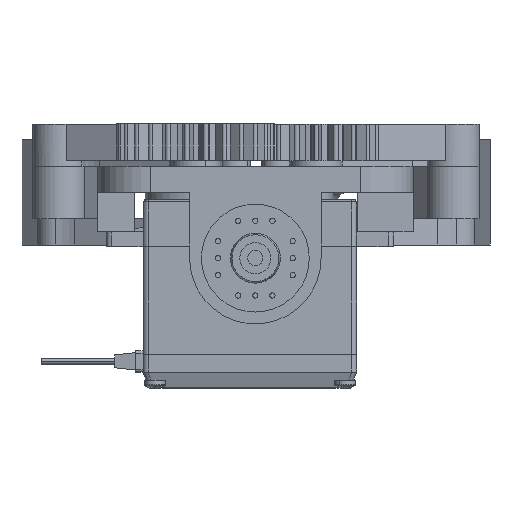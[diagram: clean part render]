
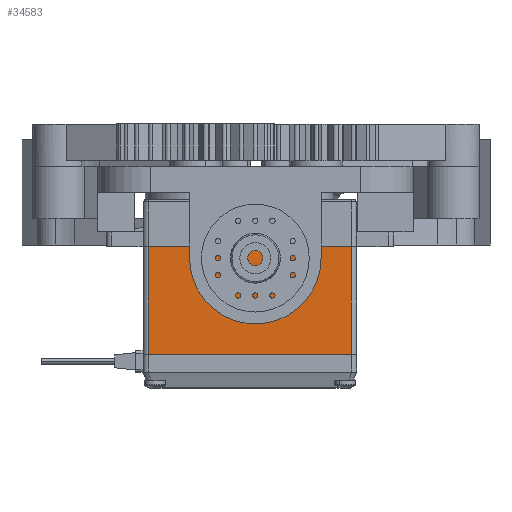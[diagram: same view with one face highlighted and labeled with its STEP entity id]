
A CAD part, left-side view. The second image highlights one B-rep face of the part: STEP entity #34583.
In plain terms, the highlighted planar face has unit normal (-1, 0, 0).
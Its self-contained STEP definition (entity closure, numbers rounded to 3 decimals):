
#1084 = CARTESIAN_POINT ( 'NONE',  ( -9.9, 10.25, -20.3 ) ) ;
#1292 = CARTESIAN_POINT ( 'NONE',  ( -9.9, -10.25, -20.3 ) ) ;
#1604 = CARTESIAN_POINT ( 'NONE',  ( -9.9, 10.25, -20.3 ) ) ;
#2564 = VERTEX_POINT ( 'NONE', #8942 ) ;
#3789 = LINE ( 'NONE', #1292, #24327 ) ;
#6397 = DIRECTION ( 'NONE',  ( 0., 0., 1. ) ) ;
#6448 = VERTEX_POINT ( 'NONE', #10222 ) ;
#8942 = CARTESIAN_POINT ( 'NONE',  ( -9.9, -10.25, -19.3 ) ) ;
#9532 = EDGE_CURVE ( 'NONE', #13751, #2564, #19821, .T. ) ;
#10222 = CARTESIAN_POINT ( 'NONE',  ( -9.9, -10.25, 19.3 ) ) ;
#10831 = ORIENTED_EDGE ( 'NONE', *, *, #9532, .T. ) ;
#10890 = CARTESIAN_POINT ( 'NONE',  ( -9.9, 10.25, -19.3 ) ) ;
#11708 = LINE ( 'NONE', #30644, #32277 ) ;
#13561 = VECTOR ( 'NONE', #29669, 1000. ) ;
#13751 = VERTEX_POINT ( 'NONE', #25048 ) ;
#14576 = DIRECTION ( 'NONE',  ( 0., 0., 1. ) ) ;
#15275 = ORIENTED_EDGE ( 'NONE', *, *, #31054, .T. ) ;
#16464 = FACE_OUTER_BOUND ( 'NONE', #19431, .T. ) ;
#16868 = AXIS2_PLACEMENT_3D ( 'NONE', #1604, #33785, #17701 ) ;
#17005 = EDGE_CURVE ( 'NONE', #13751, #32674, #17990, .T. ) ;
#17253 = DIRECTION ( 'NONE',  ( 0., 1., 0. ) ) ;
#17338 = ORIENTED_EDGE ( 'NONE', *, *, #17005, .F. ) ;
#17701 = DIRECTION ( 'NONE',  ( 0., 0., -1. ) ) ;
#17990 = LINE ( 'NONE', #1084, #31447 ) ;
#19431 = EDGE_LOOP ( 'NONE', ( #17338, #10831, #15275, #26054 ) ) ;
#19512 = EDGE_CURVE ( 'NONE', #6448, #32674, #11708, .T. ) ;
#19821 = LINE ( 'NONE', #10890, #13561 ) ;
#24327 = VECTOR ( 'NONE', #14576, 1000. ) ;
#25048 = CARTESIAN_POINT ( 'NONE',  ( -9.9, 10.25, -19.3 ) ) ;
#26054 = ORIENTED_EDGE ( 'NONE', *, *, #19512, .T. ) ;
#29669 = DIRECTION ( 'NONE',  ( 0., -1., 0. ) ) ;
#30644 = CARTESIAN_POINT ( 'NONE',  ( -9.9, 10.25, 19.3 ) ) ;
#31054 = EDGE_CURVE ( 'NONE', #2564, #6448, #3789, .T. ) ;
#31117 = PLANE ( 'NONE',  #16868 ) ;
#31447 = VECTOR ( 'NONE', #6397, 1000. ) ;
#32277 = VECTOR ( 'NONE', #17253, 1000. ) ;
#32674 = VERTEX_POINT ( 'NONE', #33999 ) ;
#33785 = DIRECTION ( 'NONE',  ( 1., 0., 0. ) ) ;
#33999 = CARTESIAN_POINT ( 'NONE',  ( -9.9, 10.25, 19.3 ) ) ;
#34583 = ADVANCED_FACE ( 'NONE', ( #16464 ), #31117, .F. ) ;
